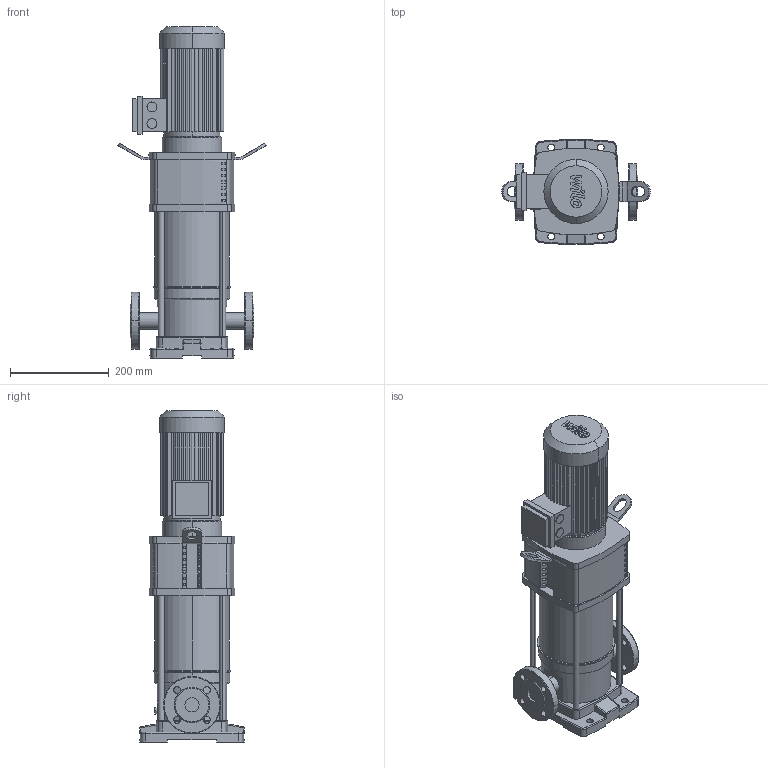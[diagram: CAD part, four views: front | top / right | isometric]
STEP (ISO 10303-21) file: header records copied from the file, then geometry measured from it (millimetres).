
FILE_DESCRIPTION((''),'2;1');
FILE_NAME('3d_HELIXV404-2_25_V_K-4160551.stp','2016-08-24T08:11:31',(''),(''),'Mechanical Desktop 2009','Mechanical Desktop 2009',', , ');
FILE_SCHEMA(('CONFIG_CONTROL_DESIGN'));
Length unit declared in the file: millimetre
Products named in the file (1): Product
Bounding box: 300 x 212 x 671.2 mm (x, y, z)
Volume: 10697902.7 mm3; surface area: 902302.4 mm2
Topology: 17 solids, 17 shells, 744 faces, 2034 edges, 1343 vertices
Faces by surface type: plane 305, bspline 234, cylinder 161, torus 24, cone 16, sphere 4
Entity records: 25107 total; most frequent: CARTESIAN_POINT 6184, ORIENTED_EDGE 4068, DIRECTION 3639, EDGE_CURVE 2034, VERTEX_POINT 1343, VECTOR 1315, LINE 1315, AXIS2_PLACEMENT_3D 1162
